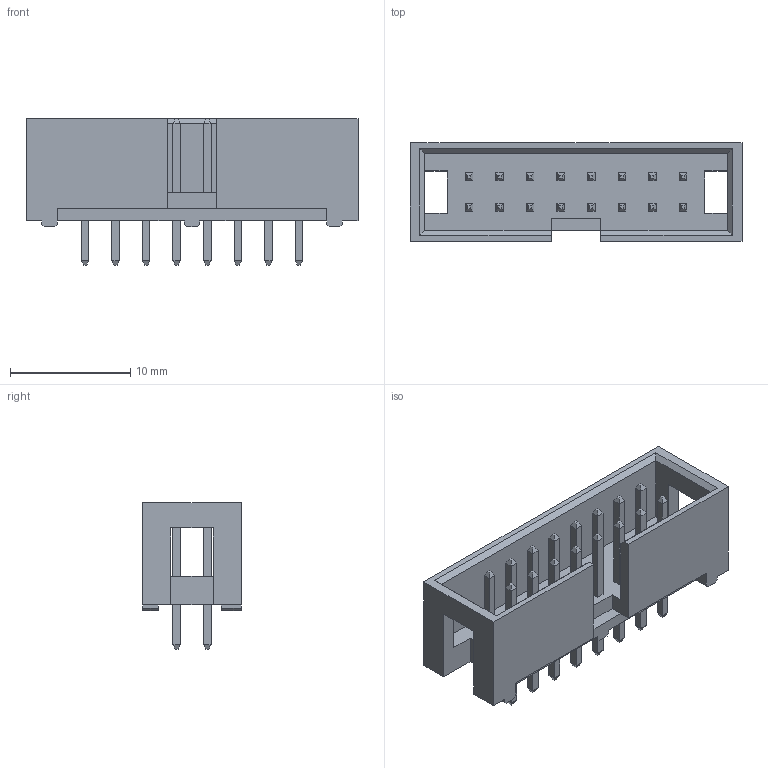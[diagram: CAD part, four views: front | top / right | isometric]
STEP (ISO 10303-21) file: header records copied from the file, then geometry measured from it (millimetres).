
FILE_DESCRIPTION(('FreeCAD Model'),'2;1');
FILE_NAME( 'xg4c-1631.step', '2018-05-08T17:57:45',('kicad StepUp'),('ksu MCAD'), 'Open CASCADE STEP processor 6.5','FreeCAD','Unknown');
FILE_SCHEMA(('AUTOMOTIVE_DESIGN_CC2 { 1 2 10303 214 -1 1 5 4 }'));
Length unit declared in the file: millimetre
Products named in the file (3): ASSEMBLY; Array; Cut
Assembly tree (2 placements, depth 2):
  ASSEMBLY
    Array
    Cut
Bounding box: 27.6 x 8.2 x 12.2 mm (x, y, z)
Volume: 861.4 mm3; surface area: 1948.1 mm2
Topology: 17 solids, 17 shells, 357 faces, 861 edges, 534 vertices
Faces by surface type: plane 357
Entity records: 10258 total; most frequent: CARTESIAN_POINT 1755, ORIENTED_EDGE 1722, DIRECTION 1581, EDGE_CURVE 861, LINE 861, VECTOR 861, VERTEX_POINT 534, FACE_BOUND 389
